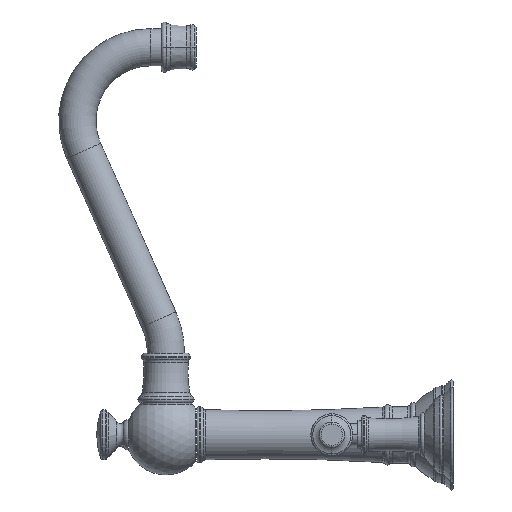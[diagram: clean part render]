
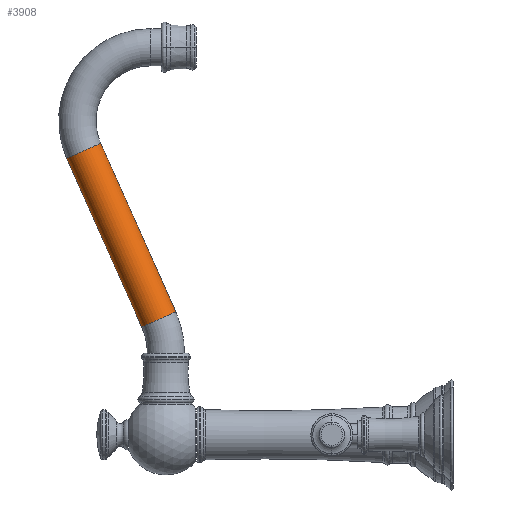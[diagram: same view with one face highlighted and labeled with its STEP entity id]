
A CAD part, left-side view. The second image highlights one B-rep face of the part: STEP entity #3908.
In plain terms, the highlighted cylindrical face has radius 11.049 mm (diameter 22.098 mm), a partial arc.
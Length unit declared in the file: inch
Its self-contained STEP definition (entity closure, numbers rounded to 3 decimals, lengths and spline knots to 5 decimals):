
#2655=DIRECTION('',(0.,0.407,0.914));
#2656=VECTOR('',#2655,4.31227);
#2657=CARTESIAN_POINT('',(0.,6.47589,2.87127));
#2658=LINE('',#2657,#2656);
#2662=CARTESIAN_POINT('',(0.,6.87328,2.69434));
#2663=DIRECTION('',(0.,0.407,0.914));
#2664=DIRECTION('',(0.,0.914,-0.407));
#2665=AXIS2_PLACEMENT_3D('',#2662,#2663,#2664);
#2670=DIRECTION('',(0.,0.407,0.914));
#2671=VECTOR('',#2670,4.31227);
#2672=CARTESIAN_POINT('',(0.,7.27067,2.51741));
#2673=LINE('',#2672,#2671);
#2677=CARTESIAN_POINT('',(0.,8.62724,6.6338));
#2678=DIRECTION('',(0.,0.407,0.914));
#2679=DIRECTION('',(0.,0.914,-0.407));
#2680=AXIS2_PLACEMENT_3D('',#2677,#2678,#2679);
#3152=CARTESIAN_POINT('',(0.,6.47589,2.87127));
#3153=CARTESIAN_POINT('',(0.,7.27067,2.51741));
#3154=VERTEX_POINT('',#3152);
#3155=VERTEX_POINT('',#3153);
#3156=CARTESIAN_POINT('',(0.,8.22985,6.81073));
#3157=CARTESIAN_POINT('',(0.,9.02463,6.45686));
#3158=VERTEX_POINT('',#3156);
#3159=VERTEX_POINT('',#3157);
#3896=CARTESIAN_POINT('',(0.,6.87328,2.69434));
#3897=DIRECTION('',(0.,0.407,0.914));
#3898=DIRECTION('',(0.,-0.914,0.407));
#3899=AXIS2_PLACEMENT_3D('',#3896,#3897,#3898);
#3900=CYLINDRICAL_SURFACE('',#3899,0.435);
#3901=ORIENTED_EDGE('',*,*,#3861,.F.);
#3902=ORIENTED_EDGE('',*,*,#3891,.T.);
#3904=ORIENTED_EDGE('',*,*,#3903,.T.);
#3905=ORIENTED_EDGE('',*,*,#3887,.F.);
#3906=EDGE_LOOP('',(#3901,#3902,#3904,#3905));
#3907=FACE_OUTER_BOUND('',#3906,.F.);
#2666=CIRCLE('',#2665,0.435);
#2681=CIRCLE('',#2680,0.435);
#3861=EDGE_CURVE('',#3155,#3154,#2666,.T.);
#3887=EDGE_CURVE('',#3154,#3158,#2658,.T.);
#3891=EDGE_CURVE('',#3155,#3159,#2673,.T.);
#3903=EDGE_CURVE('',#3159,#3158,#2681,.T.);
#3908=ADVANCED_FACE('',(#3907),#3900,.T.);
